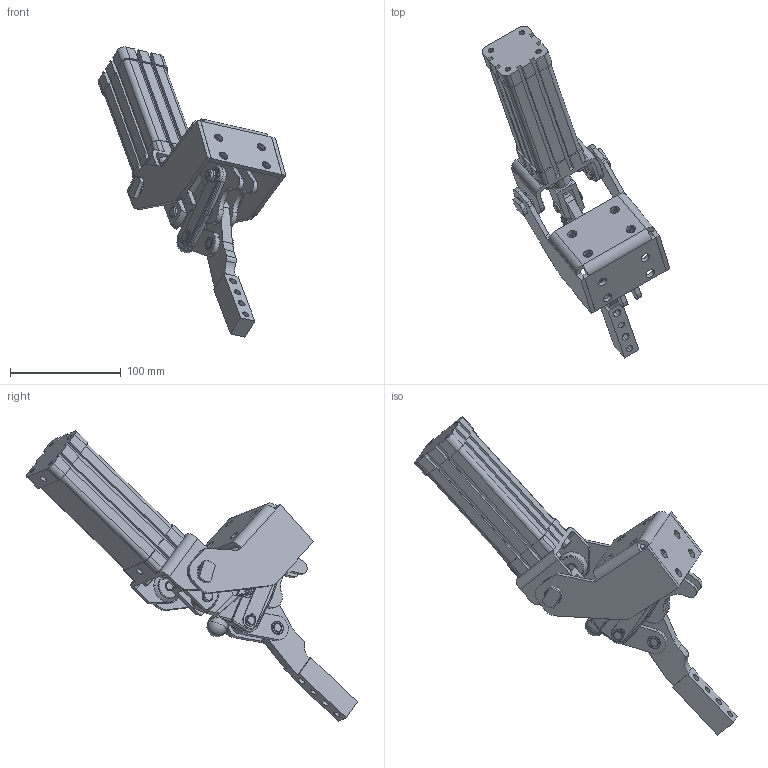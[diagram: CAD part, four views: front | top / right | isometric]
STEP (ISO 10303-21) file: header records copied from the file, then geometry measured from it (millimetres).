
FILE_DESCRIPTION((''),'2;1');
FILE_NAME('773.LH-opened.stp','2005-09-28T13:27:05',('CAD'),(''),'Autodesk Inventor 8','Autodesk Inventor 8','');
FILE_SCHEMA(('AUTOMOTIVE_DESIGN { 1 0 10303 214 1 1 1 1 }'));
Length unit declared in the file: millimetre
Products named in the file (1): Part2
Bounding box: 169.2 x 298.81 x 261.47 mm (x, y, z)
Volume: 509568 mm3; surface area: 145001.9 mm2
Topology: 1 solids, 22 shells, 2880 faces, 7990 edges, 5134 vertices
Faces by surface type: plane 1632, cylinder 810, bspline 235, cone 178, torus 20, sphere 5
Entity records: 94083 total; most frequent: CARTESIAN_POINT 23937, ORIENTED_EDGE 15924, DIRECTION 14147, EDGE_CURVE 7962, AXIS2_PLACEMENT_3D 5203, VERTEX_POINT 5132, VECTOR 3741, LINE 3741
